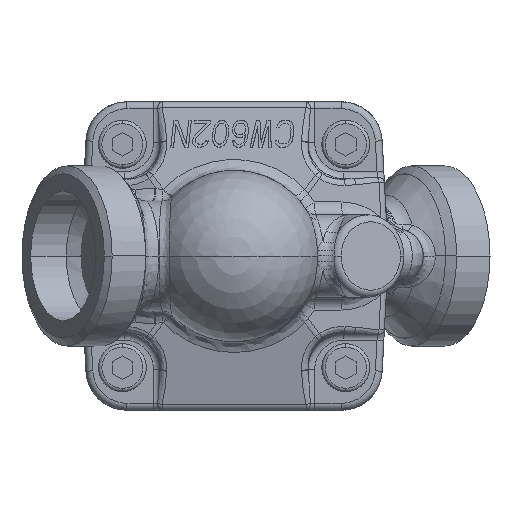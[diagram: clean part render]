
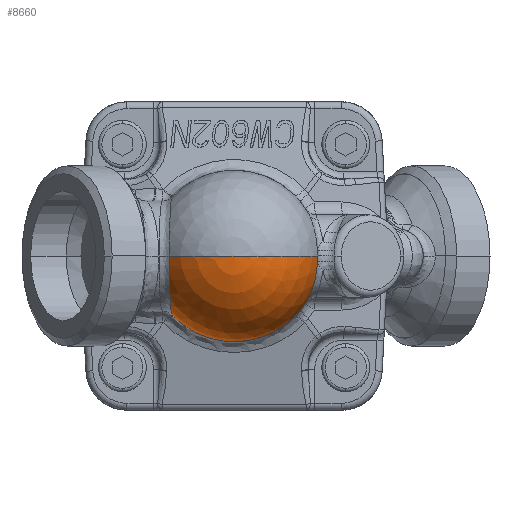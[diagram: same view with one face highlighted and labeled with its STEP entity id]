
A CAD part, front view. The second image highlights one B-rep face of the part: STEP entity #8660.
In plain terms, the highlighted spherical face has radius 12.5 mm.
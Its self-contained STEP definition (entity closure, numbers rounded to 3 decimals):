
#88=CARTESIAN_POINT('',(0.,-10.521,-11.823));
#89=DIRECTION('',(0.,0.5,0.866));
#90=DIRECTION('',(-0.484,0.758,-0.437));
#91=AXIS2_PLACEMENT_3D('',#88,#89,#90);
#169=CARTESIAN_POINT('',(-6.055,-1.051,
-17.291));
#205=CARTESIAN_POINT('',(-0.951,-1.338,
-20.251));
#229=CARTESIAN_POINT('',(-6.055,-1.051,
-17.291));
#230=CARTESIAN_POINT('',(-5.882,-1.109,
-17.582));
#231=CARTESIAN_POINT('',(-5.492,-1.213,
-18.133));
#232=CARTESIAN_POINT('',(-4.752,-1.335,
-18.87));
#233=CARTESIAN_POINT('',(-3.897,-1.411,
-19.467));
#234=CARTESIAN_POINT('',(-2.968,-1.438,
-19.903));
#235=CARTESIAN_POINT('',(-1.983,-1.416,
-20.176));
#236=CARTESIAN_POINT('',(-1.3,-1.37,
-20.246));
#237=CARTESIAN_POINT('',(-0.951,-1.338,
-20.251));
#239=CARTESIAN_POINT('',(0.,-10.521,-11.823));
#240=DIRECTION('',(-1.,0.,0.));
#241=DIRECTION('',(0.,-0.5,-0.866));
#242=AXIS2_PLACEMENT_3D('',#239,#240,#241);
#244=CARTESIAN_POINT('',(0.,-10.521,-11.823));
#245=DIRECTION('',(1.,0.,0.));
#246=DIRECTION('',(0.,-0.5,-0.866));
#247=AXIS2_PLACEMENT_3D('',#244,#245,#246);
#260=CARTESIAN_POINT('',(-0.951,-1.338,
-20.251));
#261=CARTESIAN_POINT('',(-0.807,-1.347,
-20.277));
#262=CARTESIAN_POINT('',(-0.505,-1.361,
-20.318));
#263=CARTESIAN_POINT('',(-0.173,-1.366,
-20.334));
#264=CARTESIAN_POINT('',(0.,-1.366,
-20.334));
#1503=CARTESIAN_POINT('',(0.,-22.794,
-14.194));
#1618=CARTESIAN_POINT('',(-8.61,-18.369,
-7.292));
#1619=CARTESIAN_POINT('',(-8.597,-18.507,
-7.507));
#1620=CARTESIAN_POINT('',(-8.548,-18.797,
-7.958));
#1621=CARTESIAN_POINT('',(-8.379,-19.271,
-8.697));
#1622=CARTESIAN_POINT('',(-8.084,-19.789,
-9.504));
#1623=CARTESIAN_POINT('',(-7.623,-20.345,
-10.37));
#1624=CARTESIAN_POINT('',(-6.95,-20.928,
-11.279));
#1625=CARTESIAN_POINT('',(-5.997,-21.513,
-12.192));
#1626=CARTESIAN_POINT('',(-4.963,-21.968,
-12.902));
#1627=CARTESIAN_POINT('',(-3.841,-22.326,
-13.462));
#1628=CARTESIAN_POINT('',(-2.725,-22.57,
-13.843));
#1629=CARTESIAN_POINT('',(-1.717,-22.711,
-14.064));
#1630=CARTESIAN_POINT('',(-0.811,-22.782,
-14.174));
#1631=CARTESIAN_POINT('',(-0.263,-22.794,
-14.194));
#1632=CARTESIAN_POINT('',(0.,-22.794,
-14.194));
#7040=VERTEX_POINT('',#169);
#7041=VERTEX_POINT('',#1503);
#7045=VERTEX_POINT('',#1618);
#7057=CARTESIAN_POINT('',(0.,-16.771,-22.649));
#7058=VERTEX_POINT('',#7057);
#7174=VERTEX_POINT('',#205);
#7176=VERTEX_POINT('',#264);
#8643=CARTESIAN_POINT('',(0.,-10.521,-11.823));
#8644=DIRECTION('',(0.,-0.5,-0.866));
#8645=DIRECTION('',(0.,-0.866,0.5));
#8646=AXIS2_PLACEMENT_3D('',#8643,#8644,#8645);
#8647=SPHERICAL_SURFACE('',#8646,12.5);
#8649=ORIENTED_EDGE('',*,*,#8648,.F.);
#8650=ORIENTED_EDGE('',*,*,#8638,.F.);
#8651=ORIENTED_EDGE('',*,*,#8322,.T.);
#8653=ORIENTED_EDGE('',*,*,#8652,.T.);
#8655=ORIENTED_EDGE('',*,*,#8654,.F.);
#8657=ORIENTED_EDGE('',*,*,#8656,.T.);
#8658=EDGE_LOOP('',(#8649,#8650,#8651,#8653,#8655,#8657));
#8659=FACE_OUTER_BOUND('',#8658,.F.);
#8660=ADVANCED_FACE('',(#8659),#8647,.T.);
#92=CIRCLE('',#91,12.5);
#238=B_SPLINE_CURVE_WITH_KNOTS('',3,(#229,#230,#231,#232,#233,#234,#235,#236,
#237),.UNSPECIFIED.,.F.,.F.,(4,1,1,1,1,1,4),(0.,0.167,
0.333,0.5,0.667,0.833,1.),
.UNSPECIFIED.);
#243=CIRCLE('',#242,12.5);
#248=CIRCLE('',#247,12.5);
#265=B_SPLINE_CURVE_WITH_KNOTS('',3,(#260,#261,#262,#263,#264),.UNSPECIFIED.,
.F.,.F.,(4,1,4),(0.,0.5,1.),.UNSPECIFIED.);
#1633=B_SPLINE_CURVE_WITH_KNOTS('',3,(#1618,#1619,#1620,#1621,#1622,#1623,#1624,
#1625,#1626,#1627,#1628,#1629,#1630,#1631,#1632),.UNSPECIFIED.,.F.,.F.,(4,1,1,1,
1,1,1,1,1,1,1,1,4),(0.,0.083,0.167,0.25,
0.333,0.417,0.5,0.583,0.667,
0.75,0.833,0.917,1.),.UNSPECIFIED.);
#8322=EDGE_CURVE('',#7040,#7045,#92,.T.);
#8638=EDGE_CURVE('',#7040,#7174,#238,.T.);
#8648=EDGE_CURVE('',#7174,#7176,#265,.T.);
#8652=EDGE_CURVE('',#7045,#7041,#1633,.T.);
#8654=EDGE_CURVE('',#7058,#7041,#243,.T.);
#8656=EDGE_CURVE('',#7058,#7176,#248,.T.);
